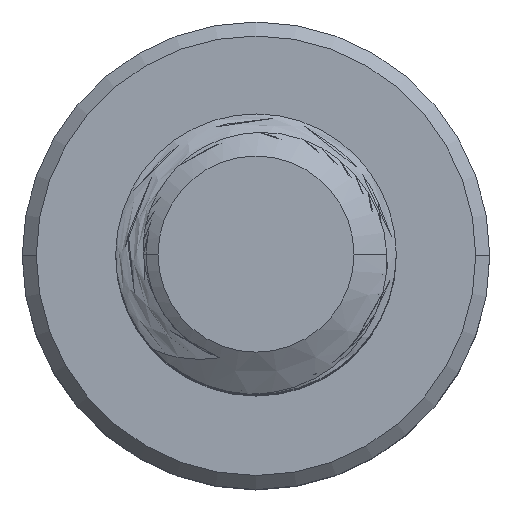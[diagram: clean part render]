
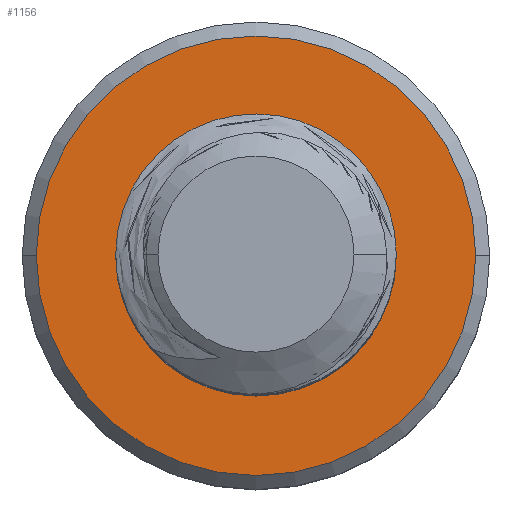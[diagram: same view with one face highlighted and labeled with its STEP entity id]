
A CAD part, top view. The second image highlights one B-rep face of the part: STEP entity #1156.
In plain terms, the highlighted planar face has unit normal (0, 0, 1).
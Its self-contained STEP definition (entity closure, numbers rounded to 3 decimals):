
#169 = VERTEX_POINT ( 'NONE', #4903 ) ;
#342 = DIRECTION ( 'NONE',  ( 0., 0., 1. ) ) ;
#569 = PLANE ( 'NONE',  #4132 ) ;
#572 = DIRECTION ( 'NONE',  ( -1., 0., 0. ) ) ;
#632 = CARTESIAN_POINT ( 'NONE',  ( 0., 0., -20. ) ) ;
#668 = DIRECTION ( 'NONE',  ( 0., 0., 1. ) ) ;
#762 = EDGE_LOOP ( 'NONE', ( #1212, #1787 ) ) ;
#782 = CARTESIAN_POINT ( 'NONE',  ( 0., 0., -20. ) ) ;
#816 = CARTESIAN_POINT ( 'NONE',  ( 4.7, 0., -20. ) ) ;
#988 = EDGE_CURVE ( 'NONE', #1662, #2036, #5576, .T. ) ;
#1033 = FACE_OUTER_BOUND ( 'NONE', #762, .T. ) ;
#1156 = ADVANCED_FACE ( 'NONE', ( #1033, #2294 ), #569, .F. ) ;
#1212 = ORIENTED_EDGE ( 'NONE', *, *, #2479, .T. ) ;
#1258 = DIRECTION ( 'NONE',  ( -1., 0., 0. ) ) ;
#1314 = ORIENTED_EDGE ( 'NONE', *, *, #3555, .F. ) ;
#1662 = VERTEX_POINT ( 'NONE', #816 ) ;
#1787 = ORIENTED_EDGE ( 'NONE', *, *, #988, .T. ) ;
#2036 = VERTEX_POINT ( 'NONE', #4172 ) ;
#2294 = FACE_BOUND ( 'NONE', #2375, .T. ) ;
#2346 = DIRECTION ( 'NONE',  ( 0., 0., -1. ) ) ;
#2375 = EDGE_LOOP ( 'NONE', ( #2534, #1314 ) ) ;
#2437 = CARTESIAN_POINT ( 'NONE',  ( -3., 0., -20. ) ) ;
#2479 = EDGE_CURVE ( 'NONE', #2036, #1662, #3295, .T. ) ;
#2534 = ORIENTED_EDGE ( 'NONE', *, *, #5263, .F. ) ;
#2769 = CARTESIAN_POINT ( 'NONE',  ( 0., 0., -20. ) ) ;
#3098 = CIRCLE ( 'NONE', #3928, 3. ) ;
#3127 = CARTESIAN_POINT ( 'NONE',  ( 0., 0., -20. ) ) ;
#3205 = DIRECTION ( 'NONE',  ( 1., 0., 0. ) ) ;
#3295 = CIRCLE ( 'NONE', #4716, 4.7 ) ;
#3555 = EDGE_CURVE ( 'NONE', #4319, #169, #3098, .T. ) ;
#3568 = DIRECTION ( 'NONE',  ( 1., 0., 0. ) ) ;
#3928 = AXIS2_PLACEMENT_3D ( 'NONE', #2769, #5608, #3205 ) ;
#3931 = DIRECTION ( 'NONE',  ( 0., 0., 1. ) ) ;
#4029 = DIRECTION ( 'NONE',  ( -1., 0., 0. ) ) ;
#4132 = AXIS2_PLACEMENT_3D ( 'NONE', #4875, #2346, #4029 ) ;
#4172 = CARTESIAN_POINT ( 'NONE',  ( -4.7, 0., -20. ) ) ;
#4319 = VERTEX_POINT ( 'NONE', #2437 ) ;
#4335 = CIRCLE ( 'NONE', #4954, 3. ) ;
#4716 = AXIS2_PLACEMENT_3D ( 'NONE', #782, #3931, #1258 ) ;
#4875 = CARTESIAN_POINT ( 'NONE',  ( 0., 0., -20. ) ) ;
#4903 = CARTESIAN_POINT ( 'NONE',  ( 3., 0., -20. ) ) ;
#4954 = AXIS2_PLACEMENT_3D ( 'NONE', #3127, #342, #3568 ) ;
#5263 = EDGE_CURVE ( 'NONE', #169, #4319, #4335, .T. ) ;
#5548 = AXIS2_PLACEMENT_3D ( 'NONE', #632, #668, #572 ) ;
#5576 = CIRCLE ( 'NONE', #5548, 4.7 ) ;
#5608 = DIRECTION ( 'NONE',  ( 0., 0., 1. ) ) ;
